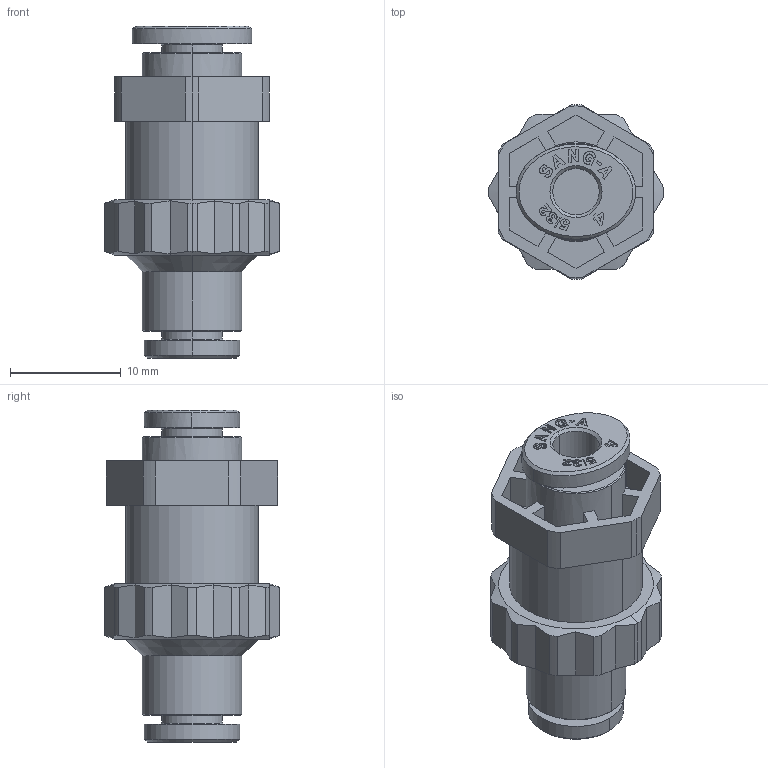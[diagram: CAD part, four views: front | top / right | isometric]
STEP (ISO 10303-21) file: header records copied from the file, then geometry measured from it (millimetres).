
FILE_DESCRIPTION((''),'2;1');
FILE_NAME('GPPM_04(3D).stp','2012-12-26T18:28:09',(''),(''),'Mechanical Desktop.R8.0.24.0','Mechanical Desktop.R8.0.24.0',', , ');
FILE_SCHEMA(('CONFIG_CONTROL_DESIGN'));
Length unit declared in the file: millimetre
Products named in the file (2): GPPM_04(3D); ºÎÇ°1
Assembly tree (1 placements, depth 2):
  GPPM_04(3D)
    ºÎÇ°1
Bounding box: 15.8 x 15.8 x 30 mm (x, y, z)
Volume: 2681.7 mm3; surface area: 2304 mm2
Topology: 1 solids, 1 shells, 853 faces, 2420 edges, 1607 vertices
Faces by surface type: plane 724, bspline 55, cylinder 54, cone 20
Entity records: 28287 total; most frequent: CARTESIAN_POINT 6124, ORIENTED_EDGE 4840, DIRECTION 4214, EDGE_CURVE 2420, VECTOR 2120, LINE 2120, VERTEX_POINT 1607, AXIS2_PLACEMENT_3D 1047
